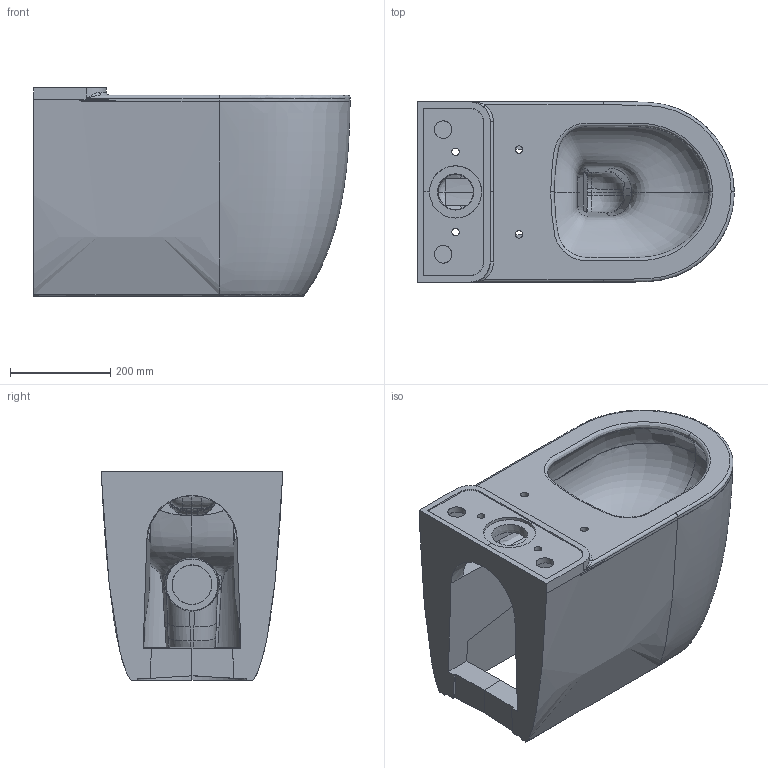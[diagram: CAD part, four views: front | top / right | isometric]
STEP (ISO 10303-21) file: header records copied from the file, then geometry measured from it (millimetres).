
FILE_DESCRIPTION(/* description */ (''),/* implementation_level */ '2;1');
FILE_NAME(/* name */ '1529 Tisino takım klozet.stp',/* time_stamp */ '2020-11-26T11:22:26+03:00',/* author */ (''),/* organization */ (''),/* preprocessor_version */ 'ST-DEVELOPER v16',/* originating_system */ 'SIEMENS PLM Software NX 11.0',/* authorisation */ '');
FILE_SCHEMA (('AUTOMOTIVE_DESIGN { 1 0 10303 214 3 1 1 1 }'));
Products named in the file (1): Dell4CA047DEe08r
Bounding box: 630 x 359.12 x 415.75 mm (x, y, z)
Volume: 33589680 mm3; surface area: 1865265.7 mm2
Topology: 1 solids, 1 shells, 273 faces, 781 edges, 498 vertices
Faces by surface type: bspline 221, plane 30, cylinder 16, cone 2, extrusion 2, sphere 2
Full cylindrical faces by diameter (mm): 14.94 x2, 15 x2, 104 x1
Entity records: 83350 total; most frequent: CARTESIAN_POINT 78224, ORIENTED_EDGE 1510, EDGE_CURVE 755, B_SPLINE_CURVE_WITH_KNOTS 636, VERTEX_POINT 490, EDGE_LOOP 297, ADVANCED_FACE 273, FACE_OUTER_BOUND 255
